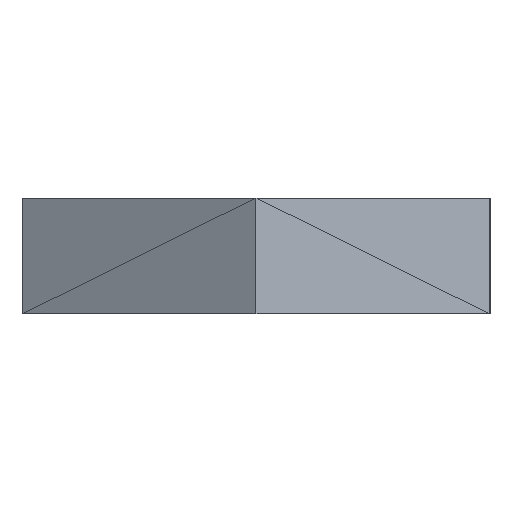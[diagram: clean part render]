
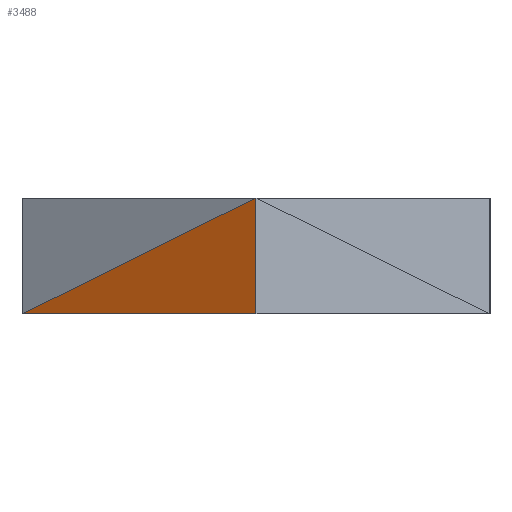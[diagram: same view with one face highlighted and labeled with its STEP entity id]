
A CAD part, left-side view. The second image highlights one B-rep face of the part: STEP entity #3488.
In plain terms, the highlighted planar face has unit normal (-0.866, 0.5, 0).
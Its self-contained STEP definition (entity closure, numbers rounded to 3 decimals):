
#1891 = VERTEX_POINT('',#1892);
#1892 = CARTESIAN_POINT('',(-12.5,6.062,0.));
#2313 = EDGE_CURVE('',#2314,#1891,#2316,.T.);
#2314 = VERTEX_POINT('',#2315);
#2315 = CARTESIAN_POINT('',(-16.,0.,0.));
#2316 = SURFACE_CURVE('',#2317,(#2321,#2333),.PCURVE_S1.);
#2317 = LINE('',#2318,#2319);
#2318 = CARTESIAN_POINT('',(-16.,0.,0.));
#2319 = VECTOR('',#2320,1.);
#2320 = DIRECTION('',(0.5,0.866,0.));
#2321 = PCURVE('',#2322,#2327);
#2322 = PLANE('',#2323);
#2323 = AXIS2_PLACEMENT_3D('',#2324,#2325,#2326);
#2324 = CARTESIAN_POINT('',(-16.,0.,0.));
#2325 = DIRECTION('',(0.,0.,1.));
#2326 = DIRECTION('',(1.,0.,0.));
#2327 = DEFINITIONAL_REPRESENTATION('',(#2328),#2332);
#2328 = LINE('',#2329,#2330);
#2329 = CARTESIAN_POINT('',(0.,0.));
#2330 = VECTOR('',#2331,1.);
#2331 = DIRECTION('',(0.5,0.866));
#2332 = ( GEOMETRIC_REPRESENTATION_CONTEXT(2) 
PARAMETRIC_REPRESENTATION_CONTEXT() REPRESENTATION_CONTEXT('2D SPACE',''
  ) );
#2333 = PCURVE('',#2334,#2339);
#2334 = PLANE('',#2335);
#2335 = AXIS2_PLACEMENT_3D('',#2336,#2337,#2338);
#2336 = CARTESIAN_POINT('',(-14.548,2.515,
    0.904));
#2337 = DIRECTION('',(0.866,-0.5,0.));
#2338 = DIRECTION('',(0.5,0.866,0.));
#2339 = DEFINITIONAL_REPRESENTATION('',(#2340),#2343);
#2340 = B_SPLINE_CURVE_WITH_KNOTS('',1,(#2341,#2342),.UNSPECIFIED.,.F.,
  .F.,(2,2),(0.,7.),.PIECEWISE_BEZIER_KNOTS.);
#2341 = CARTESIAN_POINT('',(-2.904,-0.904));
#2342 = CARTESIAN_POINT('',(4.096,-0.904));
#2343 = ( GEOMETRIC_REPRESENTATION_CONTEXT(2) 
PARAMETRIC_REPRESENTATION_CONTEXT() REPRESENTATION_CONTEXT('2D SPACE',''
  ) );
#2386 = PLANE('',#2387);
#2387 = AXIS2_PLACEMENT_3D('',#2388,#2389,#2390);
#2388 = CARTESIAN_POINT('',(-14.548,-2.515,
    0.904));
#2389 = DIRECTION('',(-0.866,-0.5,0.
    ));
#2390 = DIRECTION('',(0.5,-0.866,0.)
  );
#3488 = ADVANCED_FACE('',(#3489),#2334,.F.);
#3489 = FACE_BOUND('',#3490,.T.);
#3490 = EDGE_LOOP('',(#3491,#3513,#3538));
#3491 = ORIENTED_EDGE('',*,*,#3492,.T.);
#3492 = EDGE_CURVE('',#2314,#3493,#3495,.T.);
#3493 = VERTEX_POINT('',#3494);
#3494 = CARTESIAN_POINT('',(-16.,0.,3.));
#3495 = SURFACE_CURVE('',#3496,(#3500,#3507),.PCURVE_S1.);
#3496 = LINE('',#3497,#3498);
#3497 = CARTESIAN_POINT('',(-16.,0.,0.));
#3498 = VECTOR('',#3499,1.);
#3499 = DIRECTION('',(0.,0.,1.));
#3500 = PCURVE('',#2334,#3501);
#3501 = DEFINITIONAL_REPRESENTATION('',(#3502),#3506);
#3502 = LINE('',#3503,#3504);
#3503 = CARTESIAN_POINT('',(-2.904,-0.904));
#3504 = VECTOR('',#3505,1.);
#3505 = DIRECTION('',(0.,1.));
#3506 = ( GEOMETRIC_REPRESENTATION_CONTEXT(2) 
PARAMETRIC_REPRESENTATION_CONTEXT() REPRESENTATION_CONTEXT('2D SPACE',''
  ) );
#3507 = PCURVE('',#2386,#3508);
#3508 = DEFINITIONAL_REPRESENTATION('',(#3509),#3512);
#3509 = B_SPLINE_CURVE_WITH_KNOTS('',1,(#3510,#3511),.UNSPECIFIED.,.F.,
  .F.,(2,2),(0.,3.),.PIECEWISE_BEZIER_KNOTS.);
#3510 = CARTESIAN_POINT('',(-2.904,-0.904));
#3511 = CARTESIAN_POINT('',(-2.904,2.096));
#3512 = ( GEOMETRIC_REPRESENTATION_CONTEXT(2) 
PARAMETRIC_REPRESENTATION_CONTEXT() REPRESENTATION_CONTEXT('2D SPACE',''
  ) );
#3513 = ORIENTED_EDGE('',*,*,#3514,.T.);
#3514 = EDGE_CURVE('',#3493,#1891,#3515,.T.);
#3515 = SURFACE_CURVE('',#3516,(#3520,#3527),.PCURVE_S1.);
#3516 = LINE('',#3517,#3518);
#3517 = CARTESIAN_POINT('',(-16.,0.,3.));
#3518 = VECTOR('',#3519,1.);
#3519 = DIRECTION('',(0.46,0.796,-0.394));
#3520 = PCURVE('',#2334,#3521);
#3521 = DEFINITIONAL_REPRESENTATION('',(#3522),#3526);
#3522 = LINE('',#3523,#3524);
#3523 = CARTESIAN_POINT('',(-2.904,2.096));
#3524 = VECTOR('',#3525,1.);
#3525 = DIRECTION('',(0.919,-0.394));
#3526 = ( GEOMETRIC_REPRESENTATION_CONTEXT(2) 
PARAMETRIC_REPRESENTATION_CONTEXT() REPRESENTATION_CONTEXT('2D SPACE',''
  ) );
#3527 = PCURVE('',#3528,#3533);
#3528 = PLANE('',#3529);
#3529 = AXIS2_PLACEMENT_3D('',#3530,#3531,#3532);
#3530 = CARTESIAN_POINT('',(-13.952,3.547,2.096
    ));
#3531 = DIRECTION('',(0.866,-0.5,0.)
  );
#3532 = DIRECTION('',(0.5,0.866,0.));
#3533 = DEFINITIONAL_REPRESENTATION('',(#3534),#3537);
#3534 = B_SPLINE_CURVE_WITH_KNOTS('',1,(#3535,#3536),.UNSPECIFIED.,.F.,
  .F.,(2,2),(0.,7.616),.PIECEWISE_BEZIER_KNOTS.);
#3535 = CARTESIAN_POINT('',(-4.096,0.904));
#3536 = CARTESIAN_POINT('',(2.904,-2.096));
#3537 = ( GEOMETRIC_REPRESENTATION_CONTEXT(2) 
PARAMETRIC_REPRESENTATION_CONTEXT() REPRESENTATION_CONTEXT('2D SPACE',''
  ) );
#3538 = ORIENTED_EDGE('',*,*,#2313,.F.);
